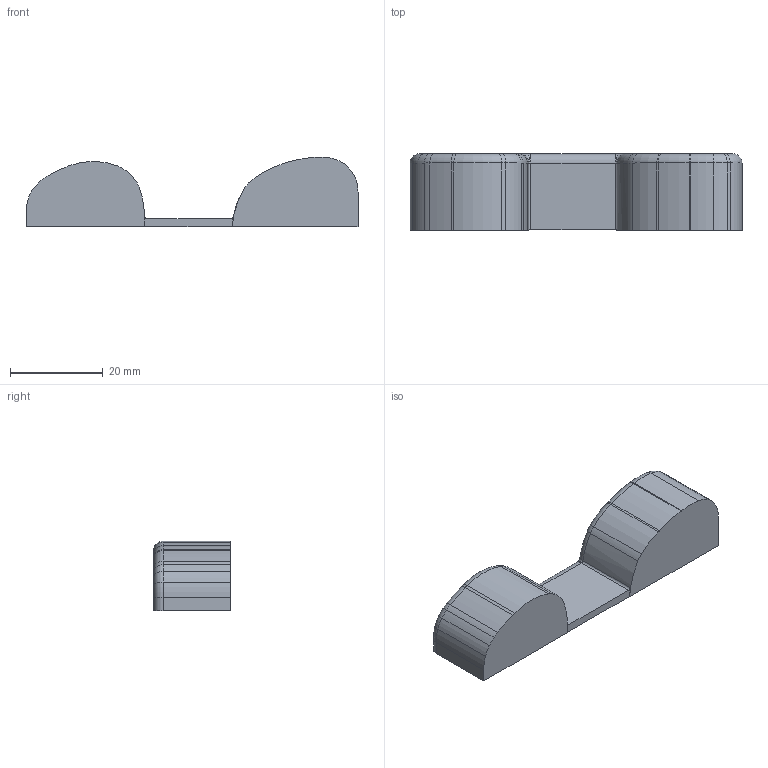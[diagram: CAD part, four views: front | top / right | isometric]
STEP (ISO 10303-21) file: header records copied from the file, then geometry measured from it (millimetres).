
FILE_DESCRIPTION(/* description */ (''),/* implementation_level */ '2;1');
FILE_NAME(/* name */ 'lowerBody.stp',/* time_stamp */ '2025-03-14T21:41:33+01:00',/* author */ ('Matte'),/* organization */ (''),/* preprocessor_version */ 'ST-DEVELOPER v20',/* originating_system */ 'Autodesk Inventor 2025',/* authorisation */ '');
FILE_SCHEMA (('AUTOMOTIVE_DESIGN { 1 0 10303 214 3 1 1 }'));
Length unit declared in the file: metre
Products named in the file (2): Assembly_Sedan; lower_body_Sedan
Assembly tree (1 placements, depth 2):
  Assembly_Sedan
    lower_body_Sedan
Bounding box: 71.62 x 16.5 x 15.01 mm (x, y, z)
Volume: 11022.8 mm3; surface area: 4182.4 mm2
Topology: 1 solids, 1 shells, 67 faces, 165 edges, 100 vertices
Faces by surface type: cylinder 29, torus 28, plane 10
Entity records: 2090 total; most frequent: DIRECTION 417, CARTESIAN_POINT 345, ORIENTED_EDGE 330, AXIS2_PLACEMENT_3D 184, EDGE_CURVE 165, CIRCLE 114, VERTEX_POINT 100, FACE_OUTER_BOUND 67
